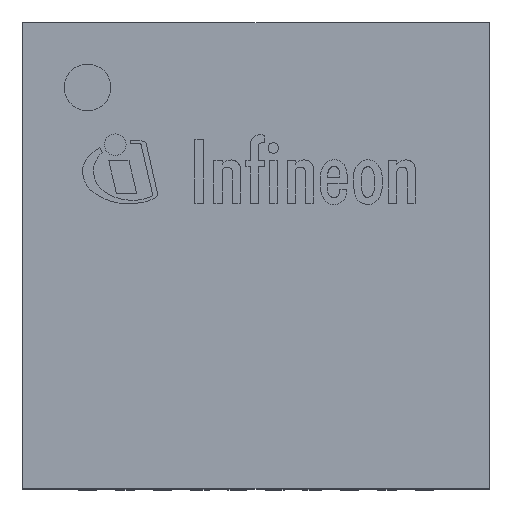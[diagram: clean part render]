
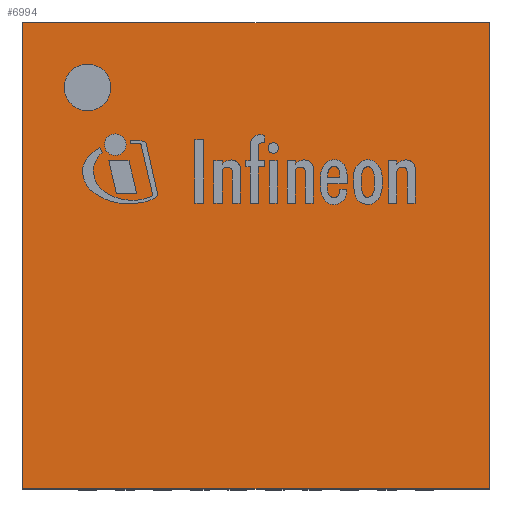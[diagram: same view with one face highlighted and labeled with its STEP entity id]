
A CAD part, top view. The second image highlights one B-rep face of the part: STEP entity #6994.
In plain terms, the highlighted planar face has unit normal (0, 0, 1).
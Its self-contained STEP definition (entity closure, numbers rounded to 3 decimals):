
#176=FACE_BOUND('',#1112,.T.);
#304=PLANE('',#7505);
#660=FACE_OUTER_BOUND('',#1111,.T.);
#1111=EDGE_LOOP('',(#4923,#4924,#4925,#4926));
#1112=EDGE_LOOP('',(#4927));
#1571=LINE('',#10024,#2299);
#1574=LINE('',#10030,#2302);
#1577=LINE('',#10036,#2305);
#1580=LINE('',#10040,#2308);
#2299=VECTOR('',#8122,1.);
#2302=VECTOR('',#8127,1.);
#2305=VECTOR('',#8132,1.);
#2308=VECTOR('',#8137,1.);
#3010=CIRCLE('',#7497,0.25);
#3174=VERTEX_POINT('',#10011);
#3178=VERTEX_POINT('',#10021);
#3179=VERTEX_POINT('',#10023);
#3181=VERTEX_POINT('',#10029);
#3183=VERTEX_POINT('',#10035);
#3860=EDGE_CURVE('',#3174,#3174,#3010,.T.);
#3865=EDGE_CURVE('',#3179,#3178,#1571,.T.);
#3868=EDGE_CURVE('',#3181,#3179,#1574,.T.);
#3871=EDGE_CURVE('',#3183,#3181,#1577,.T.);
#3874=EDGE_CURVE('',#3178,#3183,#1580,.T.);
#4923=ORIENTED_EDGE('',*,*,#3874,.T.);
#4924=ORIENTED_EDGE('',*,*,#3871,.T.);
#4925=ORIENTED_EDGE('',*,*,#3868,.T.);
#4926=ORIENTED_EDGE('',*,*,#3865,.T.);
#4927=ORIENTED_EDGE('',*,*,#3860,.T.);
#6994=ADVANCED_FACE('',(#660,#176),#304,.T.);
#7497=AXIS2_PLACEMENT_3D('',#10012,#8111,#8112);
#7505=AXIS2_PLACEMENT_3D('',#10042,#8140,#8141);
#8111=DIRECTION('center_axis',(0.,0.,-1.));
#8112=DIRECTION('ref_axis',(-1.,0.,0.));
#8122=DIRECTION('',(0.,1.,0.));
#8127=DIRECTION('',(1.,0.,0.));
#8132=DIRECTION('',(0.,-1.,0.));
#8137=DIRECTION('',(-1.,0.,0.));
#8140=DIRECTION('center_axis',(0.,0.,1.));
#8141=DIRECTION('ref_axis',(1.,0.,0.));
#10011=CARTESIAN_POINT('',(-1.55,1.8,0.6));
#10012=CARTESIAN_POINT('Origin',(-1.8,1.8,0.6));
#10021=CARTESIAN_POINT('',(2.49,2.49,0.6));
#10023=CARTESIAN_POINT('',(2.49,-2.49,0.6));
#10024=CARTESIAN_POINT('',(2.49,2.49,0.6));
#10029=CARTESIAN_POINT('',(-2.49,-2.49,0.6));
#10030=CARTESIAN_POINT('',(2.49,-2.49,0.6));
#10035=CARTESIAN_POINT('',(-2.49,2.49,0.6));
#10036=CARTESIAN_POINT('',(-2.49,-2.49,0.6));
#10040=CARTESIAN_POINT('',(-2.49,2.49,0.6));
#10042=CARTESIAN_POINT('Origin',(0.,0.,0.6));
